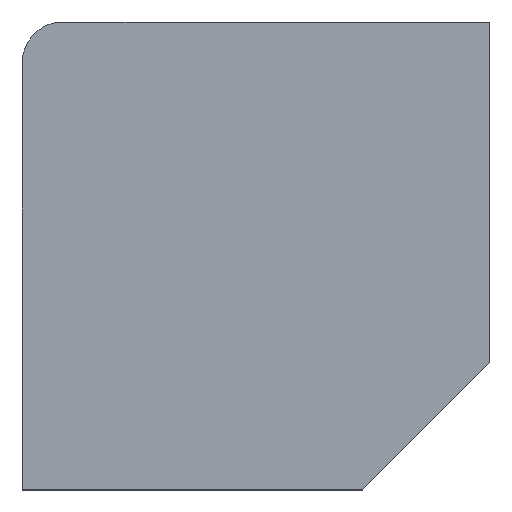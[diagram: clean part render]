
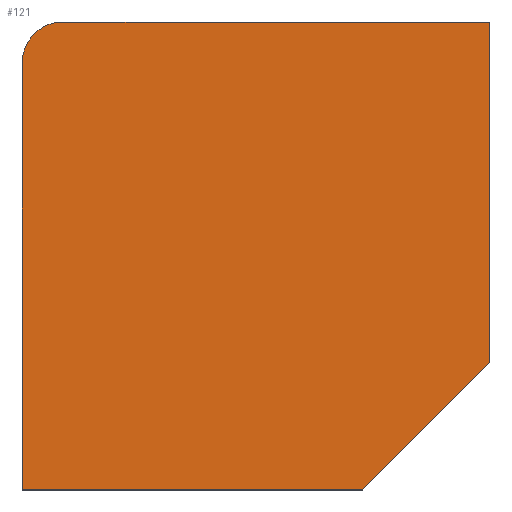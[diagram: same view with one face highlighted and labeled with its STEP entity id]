
A CAD part, top view. The second image highlights one B-rep face of the part: STEP entity #121.
In plain terms, the highlighted planar face has unit normal (0, 0, 1).
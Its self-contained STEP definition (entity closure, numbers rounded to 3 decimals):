
#121=ADVANCED_FACE('',(#138),#129,.T.);
#129=PLANE('',#276);
#138=FACE_OUTER_BOUND('',#147,.T.);
#147=EDGE_LOOP('',(#185,#186,#187,#188,#189,#190,#191));
#149=CIRCLE('',#274,0.02);
#185=ORIENTED_EDGE('',*,*,#225,.T.);
#186=ORIENTED_EDGE('',*,*,#222,.F.);
#187=ORIENTED_EDGE('',*,*,#224,.T.);
#188=ORIENTED_EDGE('',*,*,#218,.F.);
#189=ORIENTED_EDGE('',*,*,#226,.F.);
#190=ORIENTED_EDGE('',*,*,#216,.F.);
#191=ORIENTED_EDGE('',*,*,#214,.F.);
#199=VERTEX_POINT('',#337);
#200=VERTEX_POINT('',#339);
#201=VERTEX_POINT('',#343);
#202=VERTEX_POINT('',#347);
#203=VERTEX_POINT('',#348);
#204=VERTEX_POINT('',#353);
#205=VERTEX_POINT('',#355);
#214=EDGE_CURVE('',#199,#200,#234,.T.);
#216=EDGE_CURVE('',#200,#201,#236,.T.);
#218=EDGE_CURVE('',#202,#203,#238,.T.);
#222=EDGE_CURVE('',#204,#205,#242,.T.);
#224=EDGE_CURVE('',#204,#203,#244,.T.);
#225=EDGE_CURVE('',#199,#205,#245,.T.);
#226=EDGE_CURVE('',#201,#202,#149,.T.);
#234=LINE('',#338,#253);
#236=LINE('',#342,#255);
#238=LINE('',#346,#257);
#242=LINE('',#354,#261);
#244=LINE('',#358,#263);
#245=LINE('',#360,#264);
#253=VECTOR('',#290,1.);
#255=VECTOR('',#294,1.);
#257=VECTOR('',#298,1.);
#261=VECTOR('',#304,1.);
#263=VECTOR('',#308,1.);
#264=VECTOR('',#311,1.);
#274=AXIS2_PLACEMENT_3D('',#362,#314,#315);
#276=AXIS2_PLACEMENT_3D('',#364,#318,#319);
#290=DIRECTION('',(-1.,0.,0.));
#294=DIRECTION('',(0.,1.,0.));
#298=DIRECTION('',(1.,0.,0.));
#304=DIRECTION('',(0.,-1.,0.));
#308=DIRECTION('',(-1.,0.,0.));
#311=DIRECTION('',(0.707,0.707,0.));
#314=DIRECTION('',(0.,0.,-1.));
#315=DIRECTION('',(1.,0.,0.));
#318=DIRECTION('',(0.,0.,1.));
#319=DIRECTION('',(-1.,0.,0.));
#337=CARTESIAN_POINT('',(0.552,0.135,0.25));
#338=CARTESIAN_POINT('',(0.5,0.135,0.25));
#339=CARTESIAN_POINT('',(0.385,0.135,0.25));
#342=CARTESIAN_POINT('',(0.385,0.25,0.25));
#343=CARTESIAN_POINT('',(0.385,0.345,0.25));
#346=CARTESIAN_POINT('',(0.5,0.365,0.25));
#347=CARTESIAN_POINT('',(0.405,0.365,0.25));
#348=CARTESIAN_POINT('',(0.552,0.365,0.25));
#353=CARTESIAN_POINT('',(0.615,0.365,0.25));
#354=CARTESIAN_POINT('',(0.615,0.25,0.25));
#355=CARTESIAN_POINT('',(0.615,0.198,0.25));
#358=CARTESIAN_POINT('',(0.5,0.365,0.25));
#360=CARTESIAN_POINT('',(0.561,0.144,0.25));
#362=CARTESIAN_POINT('',(0.405,0.345,0.25));
#364=CARTESIAN_POINT('',(0.5,0.25,0.25));
